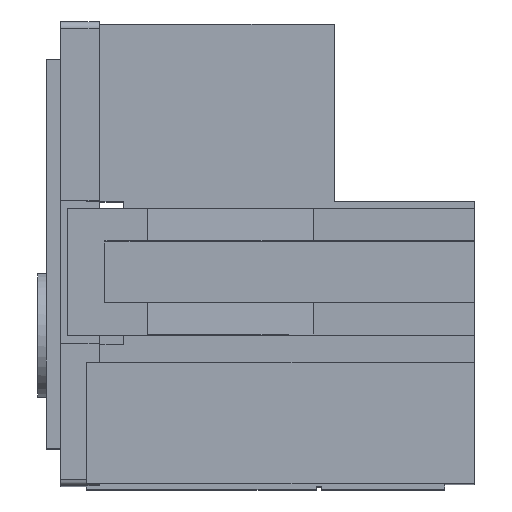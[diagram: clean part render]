
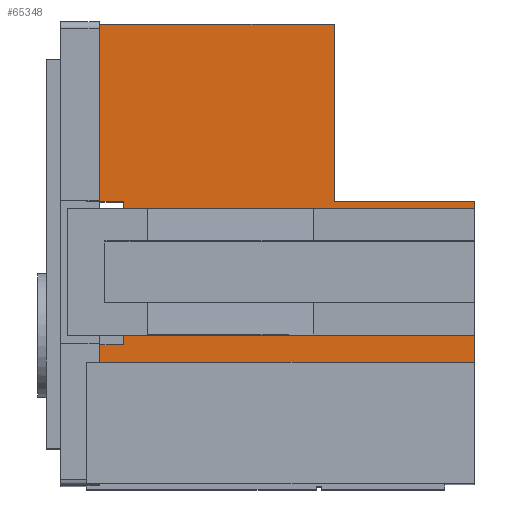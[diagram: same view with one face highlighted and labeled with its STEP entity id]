
A CAD part, top view. The second image highlights one B-rep face of the part: STEP entity #65348.
In plain terms, the highlighted planar face has unit normal (0, 0, 1).
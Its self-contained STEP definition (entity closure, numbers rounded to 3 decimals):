
#11 = LINE ( 'NONE', #56493, #29641 ) ;
#665 = CARTESIAN_POINT ( 'NONE',  ( 18.4, 21.8, 31.325 ) ) ;
#2041 = VERTEX_POINT ( 'NONE', #4257 ) ;
#2329 = CARTESIAN_POINT ( 'NONE',  ( 1.75, 6.6, 31.325 ) ) ;
#3271 = VERTEX_POINT ( 'NONE', #61293 ) ;
#4257 = CARTESIAN_POINT ( 'NONE',  ( 15.07, 7.05, 31.325 ) ) ;
#4327 = VECTOR ( 'NONE', #20833, 1000. ) ;
#4838 = VECTOR ( 'NONE', #49100, 1000. ) ;
#4854 = EDGE_CURVE ( 'NONE', #11242, #21790, #80460, .T. ) ;
#5161 = CARTESIAN_POINT ( 'NONE',  ( 0., 21.8, 31.325 ) ) ;
#6454 = VERTEX_POINT ( 'NONE', #77013 ) ;
#7345 = ORIENTED_EDGE ( 'NONE', *, *, #23851, .T. ) ;
#7494 = VERTEX_POINT ( 'NONE', #71727 ) ;
#9711 = DIRECTION ( 'NONE',  ( 1., 0., 0. ) ) ;
#10707 = VECTOR ( 'NONE', #45663, 1000. ) ;
#10846 = DIRECTION ( 'NONE',  ( 1., 0., 0. ) ) ;
#11242 = VERTEX_POINT ( 'NONE', #38044 ) ;
#12279 = VECTOR ( 'NONE', #9711, 1000. ) ;
#12444 = CARTESIAN_POINT ( 'NONE',  ( 0., 21.8, 31.325 ) ) ;
#13504 = EDGE_CURVE ( 'NONE', #6454, #70019, #62052, .T. ) ;
#14362 = CARTESIAN_POINT ( 'NONE',  ( 1.75, 13.4, 31.325 ) ) ;
#15461 = VECTOR ( 'NONE', #59306, 1000. ) ;
#17726 = ORIENTED_EDGE ( 'NONE', *, *, #38840, .T. ) ;
#18466 = LINE ( 'NONE', #67971, #62219 ) ;
#19259 = LINE ( 'NONE', #57203, #45047 ) ;
#19504 = EDGE_LOOP ( 'NONE', ( #31153, #72000, #22576, #7345, #48713, #28020, #17726, #39351, #25993, #19959, #28987, #69833, #47726, #35926 ) ) ;
#19544 = CARTESIAN_POINT ( 'NONE',  ( 0., 21.8, 31.325 ) ) ;
#19814 = VERTEX_POINT ( 'NONE', #37870 ) ;
#19910 = DIRECTION ( 'NONE',  ( 0., 0., -1. ) ) ;
#19959 = ORIENTED_EDGE ( 'NONE', *, *, #72870, .T. ) ;
#20833 = DIRECTION ( 'NONE',  ( 0., 1., 0. ) ) ;
#21790 = VERTEX_POINT ( 'NONE', #78189 ) ;
#22576 = ORIENTED_EDGE ( 'NONE', *, *, #78391, .F. ) ;
#23851 = EDGE_CURVE ( 'NONE', #76753, #78724, #46411, .T. ) ;
#24294 = CARTESIAN_POINT ( 'NONE',  ( 0., 5.75, 31.325 ) ) ;
#25993 = ORIENTED_EDGE ( 'NONE', *, *, #78126, .T. ) ;
#26503 = LINE ( 'NONE', #30382, #45315 ) ;
#27147 = LINE ( 'NONE', #14362, #15461 ) ;
#28020 = ORIENTED_EDGE ( 'NONE', *, *, #60032, .T. ) ;
#28987 = ORIENTED_EDGE ( 'NONE', *, *, #43376, .T. ) ;
#29641 = VECTOR ( 'NONE', #74242, 1000. ) ;
#30382 = CARTESIAN_POINT ( 'NONE',  ( 1.75, 13.4, 31.325 ) ) ;
#31153 = ORIENTED_EDGE ( 'NONE', *, *, #13504, .F. ) ;
#33308 = DIRECTION ( 'NONE',  ( 0., 1., 0. ) ) ;
#33652 = LINE ( 'NONE', #72006, #12279 ) ;
#33925 = EDGE_CURVE ( 'NONE', #64918, #78724, #49569, .T. ) ;
#35926 = ORIENTED_EDGE ( 'NONE', *, *, #64527, .F. ) ;
#37853 = CARTESIAN_POINT ( 'NONE',  ( 0., 21.8, 31.325 ) ) ;
#37870 = CARTESIAN_POINT ( 'NONE',  ( 18.4, 7.05, 31.325 ) ) ;
#38044 = CARTESIAN_POINT ( 'NONE',  ( 11.75, 21.8, 31.325 ) ) ;
#38064 = VERTEX_POINT ( 'NONE', #78855 ) ;
#38581 = VECTOR ( 'NONE', #74433, 1000. ) ;
#38840 = EDGE_CURVE ( 'NONE', #73417, #19814, #58360, .T. ) ;
#39351 = ORIENTED_EDGE ( 'NONE', *, *, #64383, .F. ) ;
#41074 = CARTESIAN_POINT ( 'NONE',  ( 1.75, 6.6, 31.325 ) ) ;
#43376 = EDGE_CURVE ( 'NONE', #38064, #3271, #11, .T. ) ;
#45047 = VECTOR ( 'NONE', #10846, 1000. ) ;
#45315 = VECTOR ( 'NONE', #55953, 1000. ) ;
#45663 = DIRECTION ( 'NONE',  ( 1., 0., 0. ) ) ;
#46300 = FACE_OUTER_BOUND ( 'NONE', #19504, .T. ) ;
#46411 = LINE ( 'NONE', #2329, #48004 ) ;
#47283 = LINE ( 'NONE', #77002, #10707 ) ;
#47726 = ORIENTED_EDGE ( 'NONE', *, *, #4854, .F. ) ;
#48004 = VECTOR ( 'NONE', #76536, 1000. ) ;
#48713 = ORIENTED_EDGE ( 'NONE', *, *, #33925, .F. ) ;
#49100 = DIRECTION ( 'NONE',  ( 0., -1., 0. ) ) ;
#49569 = LINE ( 'NONE', #12444, #60199 ) ;
#51271 = CARTESIAN_POINT ( 'NONE',  ( 0., 21.8, 31.325 ) ) ;
#52690 = CARTESIAN_POINT ( 'NONE',  ( 15.07, 7.05, 31.325 ) ) ;
#55953 = DIRECTION ( 'NONE',  ( 0., 1., 0. ) ) ;
#56493 = CARTESIAN_POINT ( 'NONE',  ( 18.4, 13.05, 31.325 ) ) ;
#57203 = CARTESIAN_POINT ( 'NONE',  ( 18.4, 13.4, 31.325 ) ) ;
#58162 = CARTESIAN_POINT ( 'NONE',  ( 0., 6.6, 31.325 ) ) ;
#58360 = LINE ( 'NONE', #665, #4327 ) ;
#59306 = DIRECTION ( 'NONE',  ( -1., 0., 0. ) ) ;
#60032 = EDGE_CURVE ( 'NONE', #64918, #73417, #18466, .T. ) ;
#60160 = EDGE_CURVE ( 'NONE', #21790, #3271, #19259, .T. ) ;
#60199 = VECTOR ( 'NONE', #80922, 1000. ) ;
#61293 = CARTESIAN_POINT ( 'NONE',  ( 18.4, 13.4, 31.325 ) ) ;
#62052 = LINE ( 'NONE', #5161, #38581 ) ;
#62183 = DIRECTION ( 'NONE',  ( 1., 0., 0. ) ) ;
#62219 = VECTOR ( 'NONE', #62183, 1000. ) ;
#64383 = EDGE_CURVE ( 'NONE', #2041, #19814, #33652, .T. ) ;
#64527 = EDGE_CURVE ( 'NONE', #70019, #11242, #76057, .T. ) ;
#64918 = VERTEX_POINT ( 'NONE', #24294 ) ;
#65348 = ADVANCED_FACE ( 'NONE', ( #46300 ), #71469, .F. ) ;
#67557 = CARTESIAN_POINT ( 'NONE',  ( 18.4, 5.75, 31.325 ) ) ;
#67971 = CARTESIAN_POINT ( 'NONE',  ( 0., 5.75, 31.325 ) ) ;
#69066 = DIRECTION ( 'NONE',  ( 1., 0., 0. ) ) ;
#69278 = VERTEX_POINT ( 'NONE', #69885 ) ;
#69833 = ORIENTED_EDGE ( 'NONE', *, *, #60160, .F. ) ;
#69885 = CARTESIAN_POINT ( 'NONE',  ( 15.07, 13.05, 31.325 ) ) ;
#70019 = VERTEX_POINT ( 'NONE', #37853 ) ;
#71069 = DIRECTION ( 'NONE',  ( -1., 0., 0. ) ) ;
#71469 = PLANE ( 'NONE',  #76836 ) ;
#71727 = CARTESIAN_POINT ( 'NONE',  ( 1.75, 13.4, 31.325 ) ) ;
#72000 = ORIENTED_EDGE ( 'NONE', *, *, #81321, .F. ) ;
#72006 = CARTESIAN_POINT ( 'NONE',  ( 15.07, 7.05, 31.325 ) ) ;
#72855 = VECTOR ( 'NONE', #69066, 1000. ) ;
#72870 = EDGE_CURVE ( 'NONE', #69278, #38064, #47283, .T. ) ;
#73417 = VERTEX_POINT ( 'NONE', #67557 ) ;
#74242 = DIRECTION ( 'NONE',  ( 0., 1., 0. ) ) ;
#74433 = DIRECTION ( 'NONE',  ( 0., 1., 0. ) ) ;
#74684 = CARTESIAN_POINT ( 'NONE',  ( 11.75, 13.4, 31.325 ) ) ;
#76057 = LINE ( 'NONE', #19544, #72855 ) ;
#76536 = DIRECTION ( 'NONE',  ( -1., 0., 0. ) ) ;
#76753 = VERTEX_POINT ( 'NONE', #41074 ) ;
#76836 = AXIS2_PLACEMENT_3D ( 'NONE', #51271, #19910, #71069 ) ;
#77002 = CARTESIAN_POINT ( 'NONE',  ( 18.4, 13.05, 31.325 ) ) ;
#77013 = CARTESIAN_POINT ( 'NONE',  ( 0., 13.4, 31.325 ) ) ;
#78126 = EDGE_CURVE ( 'NONE', #2041, #69278, #78248, .T. ) ;
#78189 = CARTESIAN_POINT ( 'NONE',  ( 11.75, 13.4, 31.325 ) ) ;
#78239 = VECTOR ( 'NONE', #33308, 1000. ) ;
#78248 = LINE ( 'NONE', #52690, #78239 ) ;
#78391 = EDGE_CURVE ( 'NONE', #76753, #7494, #26503, .T. ) ;
#78724 = VERTEX_POINT ( 'NONE', #58162 ) ;
#78855 = CARTESIAN_POINT ( 'NONE',  ( 18.4, 13.05, 31.325 ) ) ;
#80460 = LINE ( 'NONE', #74684, #4838 ) ;
#80922 = DIRECTION ( 'NONE',  ( 0., 1., 0. ) ) ;
#81321 = EDGE_CURVE ( 'NONE', #7494, #6454, #27147, .T. ) ;
